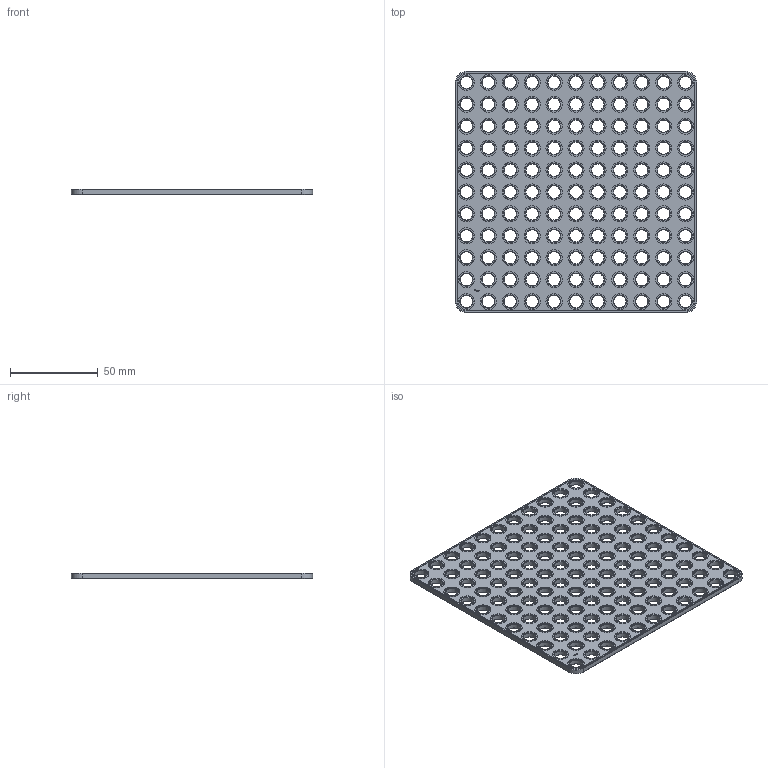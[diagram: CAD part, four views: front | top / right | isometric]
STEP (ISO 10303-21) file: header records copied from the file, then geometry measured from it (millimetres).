
FILE_DESCRIPTION(('FreeCAD Model'),'2;1');
FILE_NAME('Open CASCADE Shape Model','2024-01-31T15:16:11',(''),(''), 'Open CASCADE STEP processor 7.6','FreeCAD','Unknown');
FILE_SCHEMA(('AUTOMOTIVE_DESIGN { 1 0 10303 214 1 1 1 1 }'));
Products named in the file (1): Plate SQR CRNR BU11x00.25 - SPN-PLT-0046 (stemfie.org)
Bounding box: 137.5 x 137.5 x 3.12 mm (x, y, z)
Volume: 42082.5 mm3; surface area: 38143 mm2
Topology: 1 solids, 1 shells, 1093 faces, 2550 edges, 1614 vertices
Faces by surface type: plane 447, cylinder 250, cone 250, extrusion 146
Full cylindrical faces by diameter (mm): 7 x121, 9.2 x121
Entity records: 65973 total; most frequent: CARTESIAN_POINT 15067, DIRECTION 8922, VECTOR 5268, LINE 5122, ORIENTED_EDGE 5100, PCURVE 5100, DEFINITIONAL_REPRESENTATION 5100, EDGE_CURVE 2550
